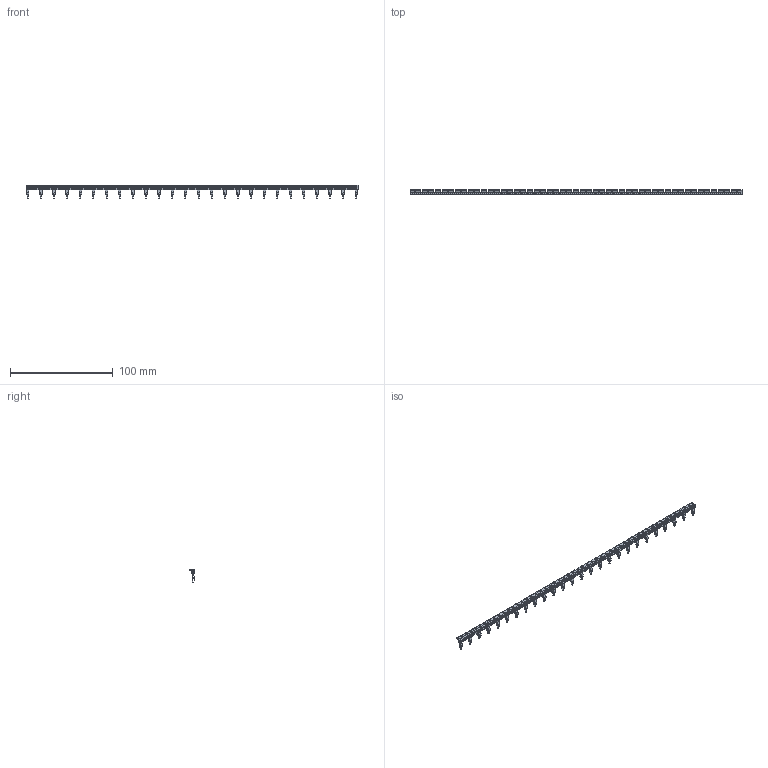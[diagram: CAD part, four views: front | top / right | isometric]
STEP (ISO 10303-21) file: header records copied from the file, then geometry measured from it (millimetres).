
FILE_DESCRIPTION(('CATIA V5 STEP Exchange','CAx-IF Rec.Pracs.--- Model Styling and Organization---1.4--- 2014-01-23'),'2;1');
FILE_NAME ('D1363275_2', '2019-02-14T12:16:14+00:00', ('none'), ('Weidmueller'), 'CATIA Version 5-6 Release 2016 SP3 HF44', 'CATIA V5 STEP AP214', 'none');
FILE_SCHEMA(('AUTOMOTIVE_DESIGN { 1 0 10303 214 1 1 1 1 }'));
Products named in the file (1): 2556460000
Bounding box: 323.4 x 4.78 x 13 mm (x, y, z)
Volume: 3197.3 mm3; surface area: 11442.5 mm2
Topology: 2 solids, 2 shells, 2924 faces, 9245 edges, 6326 vertices
Faces by surface type: plane 1783, cylinder 1141
Entity records: 99978 total; most frequent: CARTESIAN_POINT 21291, ORIENTED_EDGE 18490, DIRECTION 11819, EDGE_CURVE 9245, VERTEX_POINT 6326, VECTOR 5891, LINE 5891, AXIS2_PLACEMENT_3D 3979
